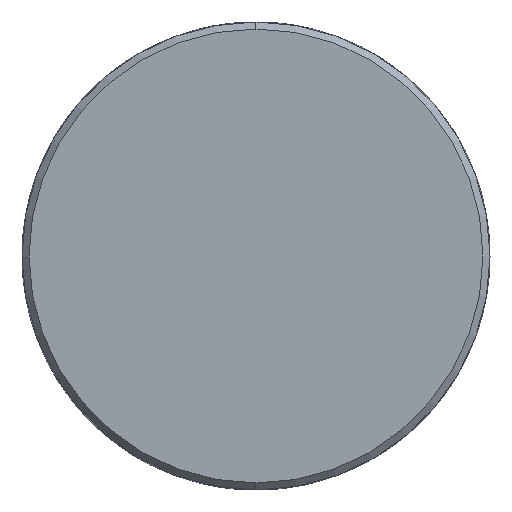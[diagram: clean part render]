
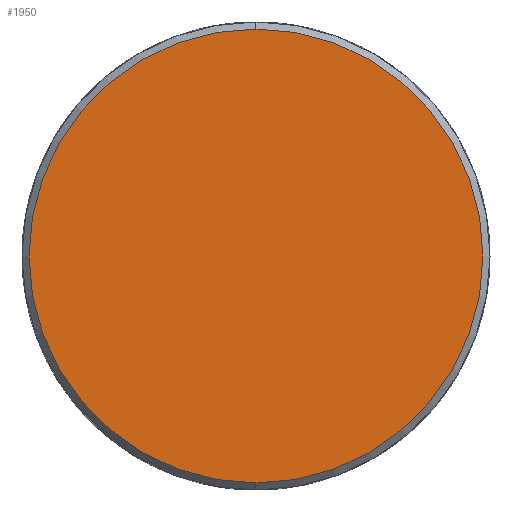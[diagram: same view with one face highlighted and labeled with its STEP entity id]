
A CAD part, left-side view. The second image highlights one B-rep face of the part: STEP entity #1950.
In plain terms, the highlighted planar face has unit normal (-1, 0, 0).
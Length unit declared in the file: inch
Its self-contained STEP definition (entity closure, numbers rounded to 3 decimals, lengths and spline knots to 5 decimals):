
#148 = PLANE ( 'NONE',  #5511 ) ;
#241 = ORIENTED_EDGE ( 'NONE', *, *, #5464, .T. ) ;
#317 = VERTEX_POINT ( 'NONE', #5493 ) ;
#380 = DIRECTION ( 'NONE',  ( -1., 0., 0. ) ) ;
#603 = EDGE_CURVE ( 'NONE', #2532, #317, #2094, .T. ) ;
#717 = CARTESIAN_POINT ( 'NONE',  ( -2.75, 0., -0.9675 ) ) ;
#924 = ORIENTED_EDGE ( 'NONE', *, *, #603, .T. ) ;
#1950 = ADVANCED_FACE ( 'NONE', ( #4958 ), #148, .F. ) ;
#2094 = CIRCLE ( 'NONE', #3475, 0.9675 ) ;
#2110 = DIRECTION ( 'NONE',  ( -1., 0., 0. ) ) ;
#2486 = DIRECTION ( 'NONE',  ( 1., 0., 0. ) ) ;
#2532 = VERTEX_POINT ( 'NONE', #717 ) ;
#2997 = AXIS2_PLACEMENT_3D ( 'NONE', #3172, #380, #3646 ) ;
#3027 = CIRCLE ( 'NONE', #2997, 0.9675 ) ;
#3172 = CARTESIAN_POINT ( 'NONE',  ( -2.75, 0., 0. ) ) ;
#3260 = CARTESIAN_POINT ( 'NONE',  ( -2.75, 0., 0. ) ) ;
#3475 = AXIS2_PLACEMENT_3D ( 'NONE', #3260, #2110, #5397 ) ;
#3646 = DIRECTION ( 'NONE',  ( 0., 0., -1. ) ) ;
#4824 = CARTESIAN_POINT ( 'NONE',  ( -2.75, 0., 0. ) ) ;
#4958 = FACE_OUTER_BOUND ( 'NONE', #5280, .T. ) ;
#5280 = EDGE_LOOP ( 'NONE', ( #924, #241 ) ) ;
#5397 = DIRECTION ( 'NONE',  ( 0., 0., -1. ) ) ;
#5464 = EDGE_CURVE ( 'NONE', #317, #2532, #3027, .T. ) ;
#5493 = CARTESIAN_POINT ( 'NONE',  ( -2.75, 0., 0.9675 ) ) ;
#5511 = AXIS2_PLACEMENT_3D ( 'NONE', #4824, #2486, #5773 ) ;
#5773 = DIRECTION ( 'NONE',  ( 0., 0., -1. ) ) ;
